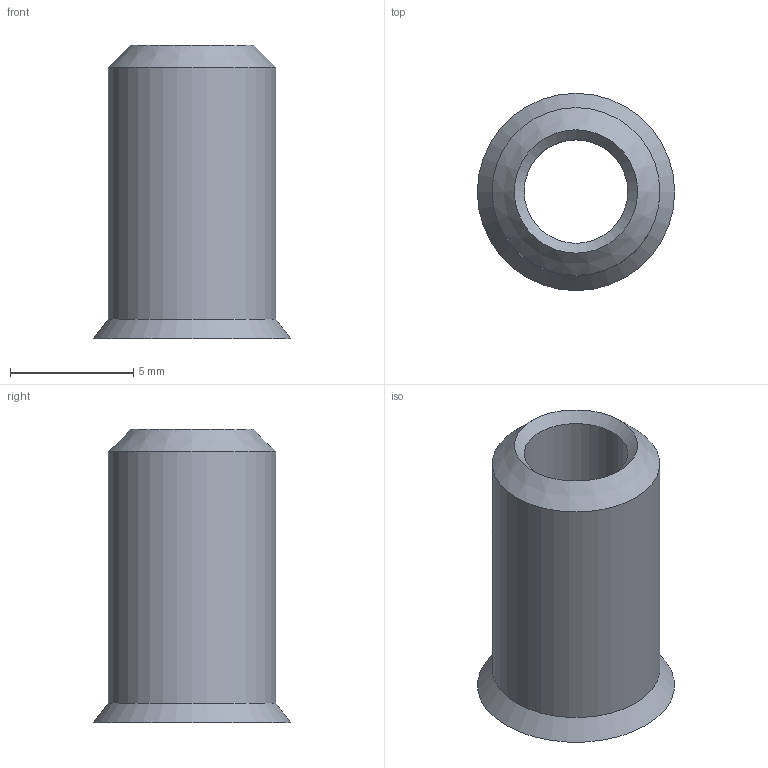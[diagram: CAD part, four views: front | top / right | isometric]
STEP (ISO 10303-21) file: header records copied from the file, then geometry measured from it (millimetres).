
FILE_DESCRIPTION (( 'STEP AP203' ), '1' );
FILE_NAME ('495-214-P.step', '2022-04-12T13:30:00', ( '' ), ( '' ), 'SwSTEP 2.0', 'SolidWorks 2018', '' );
FILE_SCHEMA (( 'CONFIG_CONTROL_DESIGN' ));
Length unit declared in the file: millimetre
Products named in the file (1): 495-214-P
Bounding box: 8 x 8 x 11.9 mm (x, y, z)
Volume: 207.4 mm3; surface area: 483.9 mm2
Topology: 1 solids, 1 shells, 233 faces, 619 edges, 404 vertices
Faces by surface type: plane 119, bspline 77, cylinder 33, cone 4
Full cylindrical faces by diameter (mm): 4.2 x1, 5.5 x1, 6.8 x1
Entity records: 10090 total; most frequent: CARTESIAN_POINT 4920, ORIENTED_EDGE 1182, DIRECTION 822, EDGE_CURVE 591, VERTEX_POINT 397, LINE 298, VECTOR 298, AXIS2_PLACEMENT_3D 262
